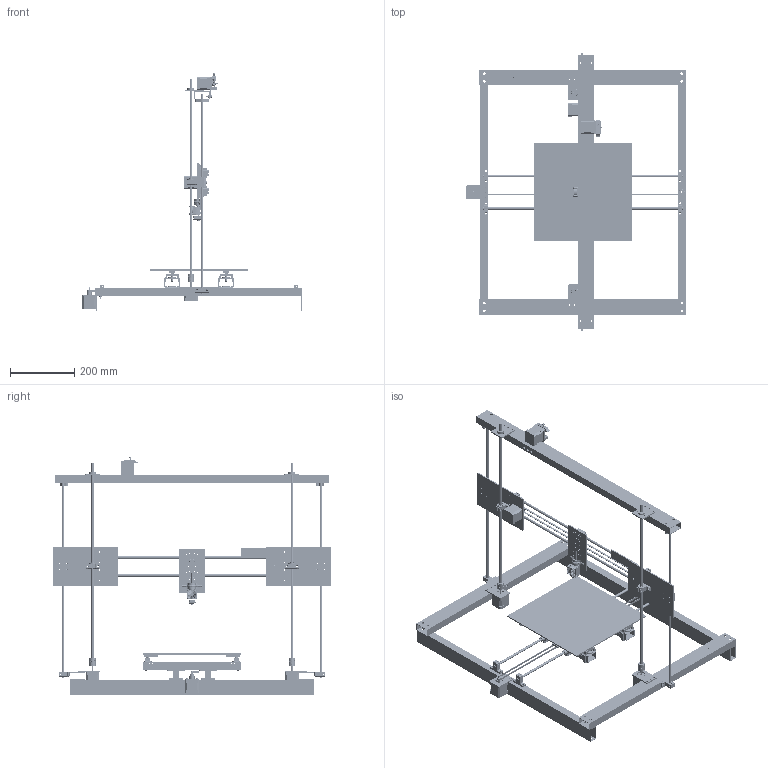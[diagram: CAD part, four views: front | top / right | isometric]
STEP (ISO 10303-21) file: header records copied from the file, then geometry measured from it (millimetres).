
FILE_DESCRIPTION(('FreeCAD Model'),'2;1');
FILE_NAME('Open CASCADE Shape Model','2025-05-02T22:25:56',('FreeCAD'),( 'FreeCAD'),'Open CASCADE STEP processor 7.6','FreeCAD','Unknown');
FILE_SCHEMA(('AUTOMOTIVE_DESIGN { 1 0 10303 214 1 1 1 1 }'));
Products named in the file (1): Open CASCADE STEP translator 7.6 1
Bounding box: 680.65 x 860.8 x 740.87 mm (x, y, z)
Volume: 2507649.7 mm3; surface area: 1982707.2 mm2
Topology: 142 solids, 144 shells, 4880 faces, 12620 edges, 8020 vertices
Faces by surface type: plane 1991, cylinder 1786, cone 467, sphere 237, bspline 196, torus 164, extrusion 39
Full cylindrical faces by diameter (mm): 0.4 x1, 1 x2, 1.5 x3, 2 x27, 2.721 x50, 2.729 x2, 2.75 x2, 2.96 x1, 3 x67, 3.1 x1, 3.2 x6, 3.3 x28, 3.332 x4, 3.5 x50, 4 x109, 4.1 x34, 4.2 x13, 4.8 x1, 5 x118, 5.11 x1, 5.5 x29, 5.7 x5, 5.8 x1, 5.9 x1, 5.95 x1, 6 x8, 6.035 x10, 6.3 x2, 6.5 x1, 7 x6
Entity records: 264800 total; most frequent: CARTESIAN_POINT 149385, ORIENTED_EDGE 24764, DIRECTION 22861, EDGE_CURVE 12386, AXIS2_PLACEMENT_3D 9019, VERTEX_POINT 8020, FACE_BOUND 6108, EDGE_LOOP 6108
